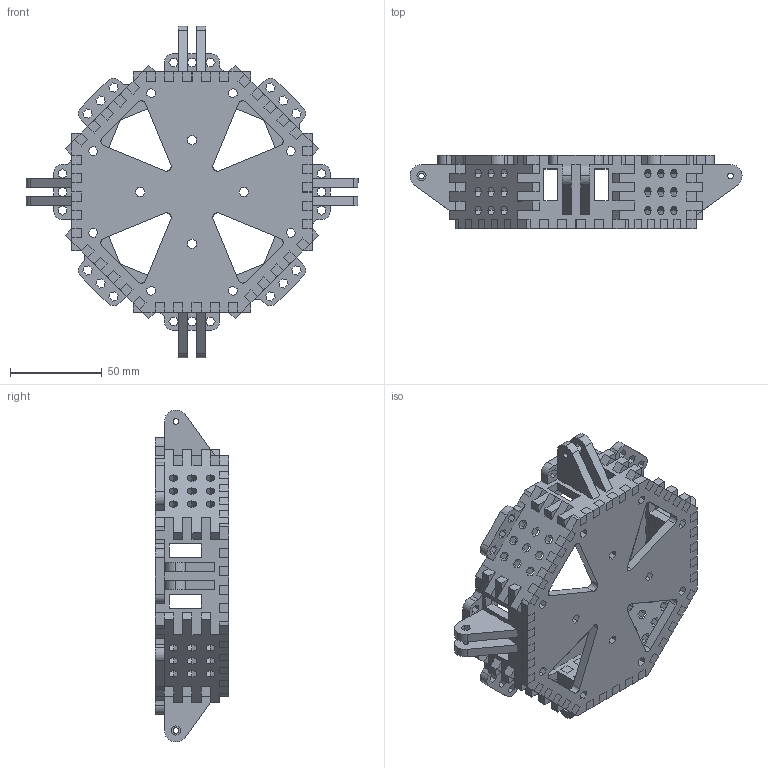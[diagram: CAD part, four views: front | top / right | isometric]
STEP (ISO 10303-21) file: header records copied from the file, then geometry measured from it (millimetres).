
FILE_DESCRIPTION (( 'STEP AP214' ), '1' );
FILE_NAME ('Octagonal Chassis 10-6.STEP', '2016-10-06T18:39:53', ( '' ), ( '' ), 'SwSTEP 2.0', 'SolidWorks 2015', '' );
FILE_SCHEMA (( 'AUTOMOTIVE_DESIGN' ));
Length unit declared in the file: inch
Products named in the file (7): Arm Tab_Nut; Arm Tab; Inner Octagon Wall Arm; Inner Octagon Wall; Bottom Octagonal Wall; Top Octagonal Wall; Octagonal Chassis 10-6
Assembly tree (18 placements, depth 2):
  Octagonal Chassis 10-6
    Top Octagonal Wall
    Inner Octagon Wall  x4
    Bottom Octagonal Wall
    Inner Octagon Wall Arm  x4
    Arm Tab  x4
    Arm Tab_Nut  x4
Bounding box: 180.71 x 40 x 180.71 mm (x, y, z)
Volume: 163018.8 mm3; surface area: 110691.2 mm2
Topology: 18 solids, 18 shells, 1697 faces, 4983 edges, 3322 vertices
Faces by surface type: plane 1640, cylinder 57
Entity records: 31449 total; most frequent: CARTESIAN_POINT 5571, ORIENTED_EDGE 5538, DIRECTION 4759, EDGE_CURVE 2769, VECTOR 2691, LINE 2691, VERTEX_POINT 1846, EDGE_LOOP 1119
